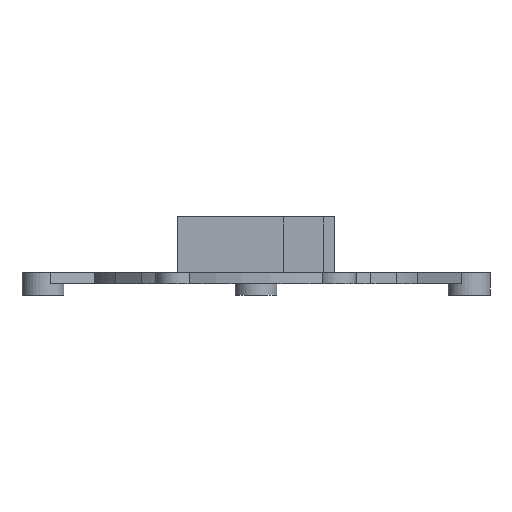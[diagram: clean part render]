
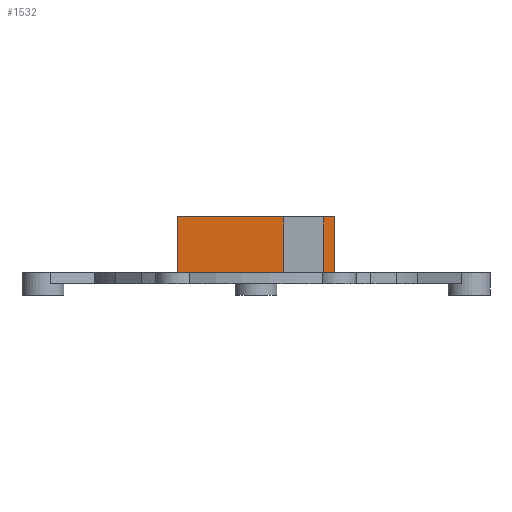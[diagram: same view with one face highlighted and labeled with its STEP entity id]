
A CAD part, front view. The second image highlights one B-rep face of the part: STEP entity #1532.
In plain terms, the highlighted planar face has unit normal (0, -1, 0).
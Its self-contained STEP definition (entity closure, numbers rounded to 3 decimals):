
#47=PLANE('',#1689);
#102=FACE_OUTER_BOUND('',#197,.T.);
#197=EDGE_LOOP('',(#1215,#1216,#1217,#1218,#1219,#1220,#1221,#1222));
#266=LINE('',#2279,#429);
#338=LINE('',#2505,#501);
#342=LINE('',#2513,#505);
#346=LINE('',#2521,#509);
#348=LINE('',#2524,#511);
#349=LINE('',#2526,#512);
#350=LINE('',#2527,#513);
#351=LINE('',#2528,#514);
#429=VECTOR('',#1822,10.);
#501=VECTOR('',#2004,10.);
#505=VECTOR('',#2010,10.);
#509=VECTOR('',#2016,10.);
#511=VECTOR('',#2020,10.);
#512=VECTOR('',#2021,10.);
#513=VECTOR('',#2022,10.);
#514=VECTOR('',#2023,10.);
#679=VERTEX_POINT('',#2276);
#680=VERTEX_POINT('',#2278);
#778=VERTEX_POINT('',#2503);
#779=VERTEX_POINT('',#2504);
#782=VERTEX_POINT('',#2512);
#784=VERTEX_POINT('',#2518);
#785=VERTEX_POINT('',#2520);
#786=VERTEX_POINT('',#2525);
#833=EDGE_CURVE('',#679,#680,#266,.T.);
#945=EDGE_CURVE('',#778,#779,#338,.T.);
#949=EDGE_CURVE('',#782,#778,#342,.T.);
#953=EDGE_CURVE('',#784,#785,#346,.T.);
#955=EDGE_CURVE('',#784,#782,#348,.T.);
#956=EDGE_CURVE('',#786,#779,#349,.T.);
#957=EDGE_CURVE('',#680,#786,#350,.T.);
#958=EDGE_CURVE('',#679,#785,#351,.T.);
#1215=ORIENTED_EDGE('',*,*,#955,.T.);
#1216=ORIENTED_EDGE('',*,*,#949,.T.);
#1217=ORIENTED_EDGE('',*,*,#945,.T.);
#1218=ORIENTED_EDGE('',*,*,#956,.F.);
#1219=ORIENTED_EDGE('',*,*,#957,.F.);
#1220=ORIENTED_EDGE('',*,*,#833,.F.);
#1221=ORIENTED_EDGE('',*,*,#958,.T.);
#1222=ORIENTED_EDGE('',*,*,#953,.F.);
#1532=ADVANCED_FACE('',(#102),#47,.T.);
#1689=AXIS2_PLACEMENT_3D('',#2523,#2018,#2019);
#1822=DIRECTION('',(-1.,0.,0.));
#2004=DIRECTION('',(0.,0.,1.));
#2010=DIRECTION('',(-1.,0.,0.));
#2016=DIRECTION('',(1.,0.,0.));
#2018=DIRECTION('center_axis',(0.,-1.,0.));
#2019=DIRECTION('ref_axis',(-1.,0.,0.));
#2020=DIRECTION('',(0.,0.,-1.));
#2021=DIRECTION('',(1.,0.,0.));
#2022=DIRECTION('',(0.,0.,1.));
#2023=DIRECTION('',(0.,0.,1.));
#2276=CARTESIAN_POINT('',(14.,9.527,58.));
#2278=CARTESIAN_POINT('',(-14.,9.527,58.));
#2279=CARTESIAN_POINT('',(14.,9.527,58.));
#2503=CARTESIAN_POINT('',(5.,9.527,60.));
#2504=CARTESIAN_POINT('',(5.,9.527,70.));
#2505=CARTESIAN_POINT('',(5.,9.527,60.));
#2512=CARTESIAN_POINT('',(12.,9.527,60.));
#2513=CARTESIAN_POINT('',(13.,9.527,60.));
#2518=CARTESIAN_POINT('',(12.,9.527,70.));
#2520=CARTESIAN_POINT('',(14.,9.527,70.));
#2521=CARTESIAN_POINT('',(14.,9.527,70.));
#2523=CARTESIAN_POINT('Origin',(14.,9.527,60.));
#2524=CARTESIAN_POINT('',(12.,9.527,65.));
#2525=CARTESIAN_POINT('',(-14.,9.527,70.));
#2526=CARTESIAN_POINT('',(14.,9.527,70.));
#2527=CARTESIAN_POINT('',(-14.,9.527,60.));
#2528=CARTESIAN_POINT('',(14.,9.527,60.));
